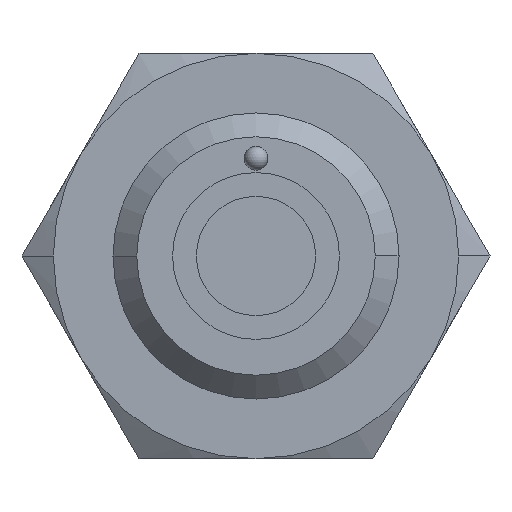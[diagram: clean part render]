
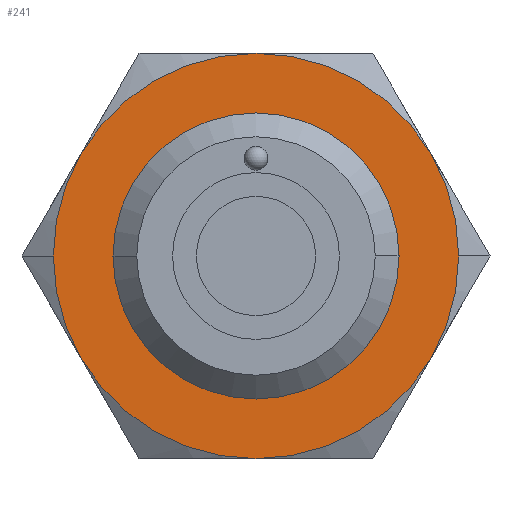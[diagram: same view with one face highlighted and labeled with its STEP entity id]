
A CAD part, front view. The second image highlights one B-rep face of the part: STEP entity #241.
In plain terms, the highlighted planar face has unit normal (0, -1, 0).
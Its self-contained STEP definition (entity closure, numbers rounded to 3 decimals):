
#241=ADVANCED_FACE('',(#395,#396),#397,.T.);
#395=FACE_OUTER_BOUND('',#556,.T.);
#396=FACE_BOUND('',#557,.T.);
#397=PLANE('',#558);
#556=EDGE_LOOP('',(#1055,#1056,#1057,#1058,#1059,#1060,#1061,#1062));
#557=EDGE_LOOP('',(#1063,#1064));
#558=AXIS2_PLACEMENT_3D('',#1065,#1066,#1067);
#1055=ORIENTED_EDGE('',*,*,#1255,.F.);
#1056=ORIENTED_EDGE('',*,*,#1241,.F.);
#1057=ORIENTED_EDGE('',*,*,#1244,.F.);
#1058=ORIENTED_EDGE('',*,*,#1246,.F.);
#1059=ORIENTED_EDGE('',*,*,#1239,.F.);
#1060=ORIENTED_EDGE('',*,*,#1250,.F.);
#1061=ORIENTED_EDGE('',*,*,#1253,.F.);
#1062=ORIENTED_EDGE('',*,*,#1235,.F.);
#1063=ORIENTED_EDGE('',*,*,#1275,.T.);
#1064=ORIENTED_EDGE('',*,*,#1219,.T.);
#1065=CARTESIAN_POINT('',(7.25,-8.0,0.0));
#1066=DIRECTION('',(0.0,-1.0,0.0));
#1067=DIRECTION('',(-1.0,0.0,0.0));
#1219=EDGE_CURVE('',#1437,#1434,#1438,.T.);
#1235=EDGE_CURVE('',#1464,#1467,#1468,.T.);
#1239=EDGE_CURVE('',#1473,#1471,#1475,.T.);
#1241=EDGE_CURVE('',#1477,#1479,#1480,.T.);
#1244=EDGE_CURVE('',#1483,#1477,#1485,.T.);
#1246=EDGE_CURVE('',#1471,#1483,#1487,.T.);
#1250=EDGE_CURVE('',#1491,#1473,#1493,.T.);
#1253=EDGE_CURVE('',#1467,#1491,#1497,.T.);
#1255=EDGE_CURVE('',#1479,#1464,#1499,.T.);
#1275=EDGE_CURVE('',#1434,#1437,#1527,.T.);
#1434=VERTEX_POINT('',#1978);
#1437=VERTEX_POINT('',#1982);
#1438=CIRCLE('',#1983,6.0);
#1464=VERTEX_POINT('',#2038);
#1467=VERTEX_POINT('',#2042);
#1468=CIRCLE('',#2043,8.5);
#1471=VERTEX_POINT('',#2057);
#1473=VERTEX_POINT('',#2060);
#1475=CIRCLE('',#2073,8.5);
#1477=VERTEX_POINT('',#2075);
#1479=VERTEX_POINT('',#2088);
#1480=CIRCLE('',#2089,8.5);
#1483=VERTEX_POINT('',#2103);
#1485=CIRCLE('',#2116,8.5);
#1487=CIRCLE('',#2129,8.5);
#1491=VERTEX_POINT('',#2155);
#1493=CIRCLE('',#2168,8.5);
#1497=CIRCLE('',#2194,8.5);
#1499=CIRCLE('',#2207,8.5);
#1527=CIRCLE('',#2345,6.0);
#1978=CARTESIAN_POINT('',(6.0,-8.0,0.0));
#1982=CARTESIAN_POINT('',(-6.0,-8.0,0.));
#1983=AXIS2_PLACEMENT_3D('',#2519,#2520,#2521);
#2038=CARTESIAN_POINT('',(8.5,-8.0,0.));
#2042=CARTESIAN_POINT('',(7.361,-8.0,-4.25));
#2043=AXIS2_PLACEMENT_3D('',#2545,#2546,#2547);
#2057=CARTESIAN_POINT('',(-8.5,-8.0,0.));
#2060=CARTESIAN_POINT('',(-7.361,-8.0,-4.25));
#2073=AXIS2_PLACEMENT_3D('',#2549,#2550,#2551);
#2075=CARTESIAN_POINT('',(0.,-8.0,8.5));
#2088=CARTESIAN_POINT('',(7.361,-8.0,4.25));
#2089=AXIS2_PLACEMENT_3D('',#2552,#2553,#2554);
#2103=CARTESIAN_POINT('',(-7.361,-8.0,4.25));
#2116=AXIS2_PLACEMENT_3D('',#2555,#2556,#2557);
#2129=AXIS2_PLACEMENT_3D('',#2558,#2559,#2560);
#2155=CARTESIAN_POINT('',(0.0,-8.0,-8.5));
#2168=AXIS2_PLACEMENT_3D('',#2561,#2562,#2563);
#2194=AXIS2_PLACEMENT_3D('',#2564,#2565,#2566);
#2207=AXIS2_PLACEMENT_3D('',#2567,#2568,#2569);
#2345=AXIS2_PLACEMENT_3D('',#2597,#2598,#2599);
#2519=CARTESIAN_POINT('',(0.0,-8.0,0.0));
#2520=DIRECTION('',(0.0,1.0,0.0));
#2521=DIRECTION('',(1.0,0.0,0.0));
#2545=CARTESIAN_POINT('',(0.0,-8.0,0.0));
#2546=DIRECTION('',(0.0,1.0,0.0));
#2547=DIRECTION('',(1.0,0.0,0.0));
#2549=CARTESIAN_POINT('',(0.0,-8.0,0.0));
#2550=DIRECTION('',(0.0,1.0,0.0));
#2551=DIRECTION('',(1.0,0.0,0.0));
#2552=CARTESIAN_POINT('',(0.0,-8.0,0.0));
#2553=DIRECTION('',(0.0,1.0,0.0));
#2554=DIRECTION('',(1.0,0.0,0.0));
#2555=CARTESIAN_POINT('',(0.0,-8.0,0.0));
#2556=DIRECTION('',(0.0,1.0,0.0));
#2557=DIRECTION('',(1.0,0.0,0.0));
#2558=CARTESIAN_POINT('',(0.0,-8.0,0.0));
#2559=DIRECTION('',(0.0,1.0,0.0));
#2560=DIRECTION('',(1.0,0.0,0.0));
#2561=CARTESIAN_POINT('',(0.0,-8.0,0.0));
#2562=DIRECTION('',(0.0,1.0,0.0));
#2563=DIRECTION('',(1.0,0.0,0.0));
#2564=CARTESIAN_POINT('',(0.0,-8.0,0.0));
#2565=DIRECTION('',(0.0,1.0,0.0));
#2566=DIRECTION('',(1.0,0.0,0.0));
#2567=CARTESIAN_POINT('',(0.0,-8.0,0.0));
#2568=DIRECTION('',(0.0,1.0,0.0));
#2569=DIRECTION('',(1.0,0.0,0.0));
#2597=CARTESIAN_POINT('',(0.0,-8.0,0.0));
#2598=DIRECTION('',(0.0,1.0,0.0));
#2599=DIRECTION('',(1.0,0.0,0.0));
